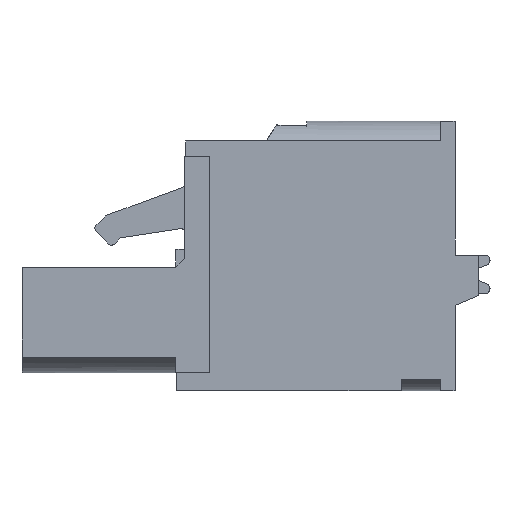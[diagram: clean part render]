
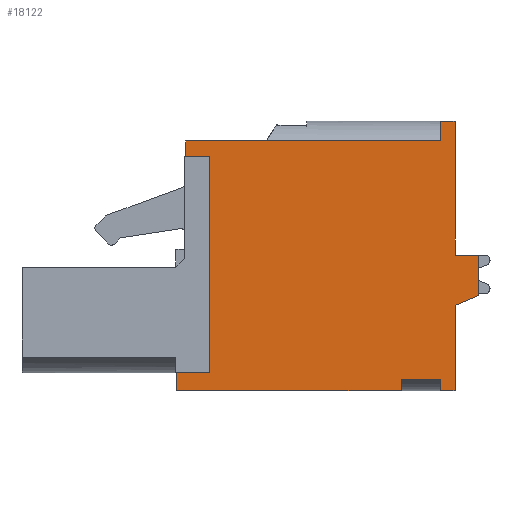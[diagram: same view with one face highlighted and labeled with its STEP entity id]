
A CAD part, left-side view. The second image highlights one B-rep face of the part: STEP entity #18122.
In plain terms, the highlighted planar face has unit normal (-1, 0, 0).
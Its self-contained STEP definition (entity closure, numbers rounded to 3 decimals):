
#1606=ORIENTED_EDGE('',*,*,#6817,.T.);
#1607=ORIENTED_EDGE('',*,*,#6041,.T.);
#1608=ORIENTED_EDGE('',*,*,#6467,.T.);
#1609=ORIENTED_EDGE('',*,*,#6296,.T.);
#1610=ORIENTED_EDGE('',*,*,#6818,.T.);
#1611=ORIENTED_EDGE('',*,*,#6234,.T.);
#1612=ORIENTED_EDGE('',*,*,#6433,.F.);
#1613=ORIENTED_EDGE('',*,*,#6350,.F.);
#1614=ORIENTED_EDGE('',*,*,#6819,.T.);
#1615=ORIENTED_EDGE('',*,*,#6801,.T.);
#1616=ORIENTED_EDGE('',*,*,#6820,.T.);
#1617=ORIENTED_EDGE('',*,*,#6821,.F.);
#1618=ORIENTED_EDGE('',*,*,#6104,.T.);
#1619=ORIENTED_EDGE('',*,*,#6822,.T.);
#1620=ORIENTED_EDGE('',*,*,#6823,.T.);
#1621=ORIENTED_EDGE('',*,*,#6824,.F.);
#1622=ORIENTED_EDGE('',*,*,#6825,.F.);
#1623=ORIENTED_EDGE('',*,*,#6384,.T.);
#6041=EDGE_CURVE('',#8739,#8738,#10512,.T.);
#6104=EDGE_CURVE('',#8802,#8801,#10575,.T.);
#6234=EDGE_CURVE('',#8932,#8931,#10679,.T.);
#6296=EDGE_CURVE('',#8994,#8993,#10741,.T.);
#6350=EDGE_CURVE('',#9046,#9047,#10795,.T.);
#6384=EDGE_CURVE('',#9081,#9080,#10829,.T.);
#6433=EDGE_CURVE('',#9047,#8931,#10863,.T.);
#6467=EDGE_CURVE('',#8738,#8994,#10897,.T.);
#6801=EDGE_CURVE('',#9348,#9347,#11150,.T.);
#6817=EDGE_CURVE('',#9080,#8739,#11156,.T.);
#6818=EDGE_CURVE('',#8993,#8932,#11157,.T.);
#6819=EDGE_CURVE('',#9046,#9348,#11158,.T.);
#6820=EDGE_CURVE('',#9347,#9356,#11159,.T.);
#6821=EDGE_CURVE('',#8802,#9356,#11160,.T.);
#6822=EDGE_CURVE('',#8801,#9357,#11161,.T.);
#6823=EDGE_CURVE('',#9357,#9358,#11162,.T.);
#6824=EDGE_CURVE('',#9359,#9358,#11163,.T.);
#6825=EDGE_CURVE('',#9081,#9359,#11164,.T.);
#8738=VERTEX_POINT('',#25263);
#8739=VERTEX_POINT('',#25265);
#8801=VERTEX_POINT('',#25390);
#8802=VERTEX_POINT('',#25392);
#8931=VERTEX_POINT('',#25658);
#8932=VERTEX_POINT('',#25660);
#8993=VERTEX_POINT('',#25783);
#8994=VERTEX_POINT('',#25785);
#9046=VERTEX_POINT('',#25891);
#9047=VERTEX_POINT('',#25893);
#9080=VERTEX_POINT('',#25960);
#9081=VERTEX_POINT('',#25962);
#9347=VERTEX_POINT('',#26786);
#9348=VERTEX_POINT('',#26788);
#9356=VERTEX_POINT('',#26820);
#9357=VERTEX_POINT('',#26823);
#9358=VERTEX_POINT('',#26825);
#9359=VERTEX_POINT('',#26827);
#10512=LINE('',#25264,#12843);
#10575=LINE('',#25391,#12906);
#10679=LINE('',#25659,#13010);
#10741=LINE('',#25784,#13072);
#10795=LINE('',#25892,#13126);
#10829=LINE('',#25961,#13160);
#10863=LINE('',#26058,#13194);
#10897=LINE('',#26115,#13228);
#11150=LINE('',#26787,#13481);
#11156=LINE('',#26816,#13487);
#11157=LINE('',#26817,#13488);
#11158=LINE('',#26818,#13489);
#11159=LINE('',#26819,#13490);
#11160=LINE('',#26821,#13491);
#11161=LINE('',#26822,#13492);
#11162=LINE('',#26824,#13493);
#11163=LINE('',#26826,#13494);
#11164=LINE('',#26828,#13495);
#12843=VECTOR('',#20314,1000.);
#12906=VECTOR('',#20379,1000.);
#13010=VECTOR('',#20551,1000.);
#13072=VECTOR('',#20615,1000.);
#13126=VECTOR('',#20671,1000.);
#13160=VECTOR('',#20707,1000.);
#13194=VECTOR('',#20791,1000.);
#13228=VECTOR('',#20827,1000.);
#13481=VECTOR('',#21424,1000.);
#13487=VECTOR('',#21460,1000.);
#13488=VECTOR('',#21461,1000.);
#13489=VECTOR('',#21462,1000.);
#13490=VECTOR('',#21463,1000.);
#13491=VECTOR('',#21464,1000.);
#13492=VECTOR('',#21465,1000.);
#13493=VECTOR('',#21466,1000.);
#13494=VECTOR('',#21467,1000.);
#13495=VECTOR('',#21468,1000.);
#15304=EDGE_LOOP('',(#1606,#1607,#1608,#1609,#1610,#1611,#1612,#1613,#1614,
#1615,#1616,#1617,#1618,#1619,#1620,#1621,#1622,#1623));
#16335=FACE_BOUND('',#15304,.T.);
#17316=PLANE('',#19235);
#18122=ADVANCED_FACE('',(#16335),#17316,.T.);
#19235=AXIS2_PLACEMENT_3D('',#26815,#21458,#21459);
#20314=DIRECTION('',(0.,1.,0.));
#20379=DIRECTION('',(0.,0.,1.));
#20551=DIRECTION('',(0.,1.,0.));
#20615=DIRECTION('',(0.,-1.,0.));
#20671=DIRECTION('',(0.,1.,0.));
#20707=DIRECTION('',(0.,1.,0.));
#20791=DIRECTION('',(0.,0.,1.));
#20827=DIRECTION('',(0.,0.,-1.));
#21424=DIRECTION('',(0.,-1.,0.));
#21458=DIRECTION('',(-1.,0.,0.));
#21459=DIRECTION('',(0.,0.,1.));
#21460=DIRECTION('',(0.,0.,-1.));
#21461=DIRECTION('',(0.,0.,-1.));
#21462=DIRECTION('',(0.,0.,1.));
#21463=DIRECTION('',(0.,0.,-1.));
#21464=DIRECTION('',(0.,1.,0.));
#21465=DIRECTION('',(0.,-0.921,0.39));
#21466=DIRECTION('',(0.,0.,1.));
#21467=DIRECTION('',(0.,-1.,0.));
#21468=DIRECTION('',(0.,0.,-1.));
#25263=CARTESIAN_POINT('',(-15.24,7.9,6.4));
#25264=CARTESIAN_POINT('',(-15.24,3.4,6.4));
#25265=CARTESIAN_POINT('',(-15.24,-6.3,6.4));
#25390=CARTESIAN_POINT('',(-15.24,-7.1,-2.75));
#25391=CARTESIAN_POINT('',(-15.24,-7.1,-7.5));
#25392=CARTESIAN_POINT('',(-15.24,-7.1,-7.5));
#25658=CARTESIAN_POINT('',(-15.24,8.4,-6.5));
#25659=CARTESIAN_POINT('',(-15.24,8.4,-6.5));
#25660=CARTESIAN_POINT('',(-15.24,6.57,-6.5));
#25783=CARTESIAN_POINT('',(-15.24,6.57,5.55));
#25784=CARTESIAN_POINT('',(-15.24,7.9,5.55));
#25785=CARTESIAN_POINT('',(-15.24,7.9,5.55));
#25891=CARTESIAN_POINT('',(-15.24,-4.1,-7.5));
#25892=CARTESIAN_POINT('',(-15.24,-8.4,-7.5));
#25893=CARTESIAN_POINT('',(-15.24,8.4,-7.5));
#25960=CARTESIAN_POINT('',(-15.24,-6.3,7.5));
#25961=CARTESIAN_POINT('',(-15.24,-8.4,7.5));
#25962=CARTESIAN_POINT('',(-15.24,-7.1,7.5));
#26058=CARTESIAN_POINT('',(-15.24,8.4,-7.5));
#26115=CARTESIAN_POINT('',(-15.24,7.9,6.4));
#26786=CARTESIAN_POINT('',(-15.24,-6.3,-6.9));
#26787=CARTESIAN_POINT('',(-15.24,-4.1,-6.9));
#26788=CARTESIAN_POINT('',(-15.24,-4.1,-6.9));
#26815=CARTESIAN_POINT('',(-15.24,-8.4,-7.5));
#26816=CARTESIAN_POINT('',(-15.24,-6.3,7.701));
#26817=CARTESIAN_POINT('',(-15.24,6.57,5.55));
#26818=CARTESIAN_POINT('',(-15.24,-4.1,-7.5));
#26819=CARTESIAN_POINT('',(-15.24,-6.3,-6.9));
#26820=CARTESIAN_POINT('',(-15.24,-6.3,-7.5));
#26821=CARTESIAN_POINT('',(-15.24,-8.4,-7.5));
#26822=CARTESIAN_POINT('',(-15.24,-7.1,-2.75));
#26823=CARTESIAN_POINT('',(-15.24,-8.4,-2.2));
#26824=CARTESIAN_POINT('',(-15.24,-8.4,-7.5));
#26825=CARTESIAN_POINT('',(-15.24,-8.4,0.05));
#26826=CARTESIAN_POINT('',(-15.24,-8.4,0.05));
#26827=CARTESIAN_POINT('',(-15.24,-7.1,0.05));
#26828=CARTESIAN_POINT('',(-15.24,-7.1,7.5));
